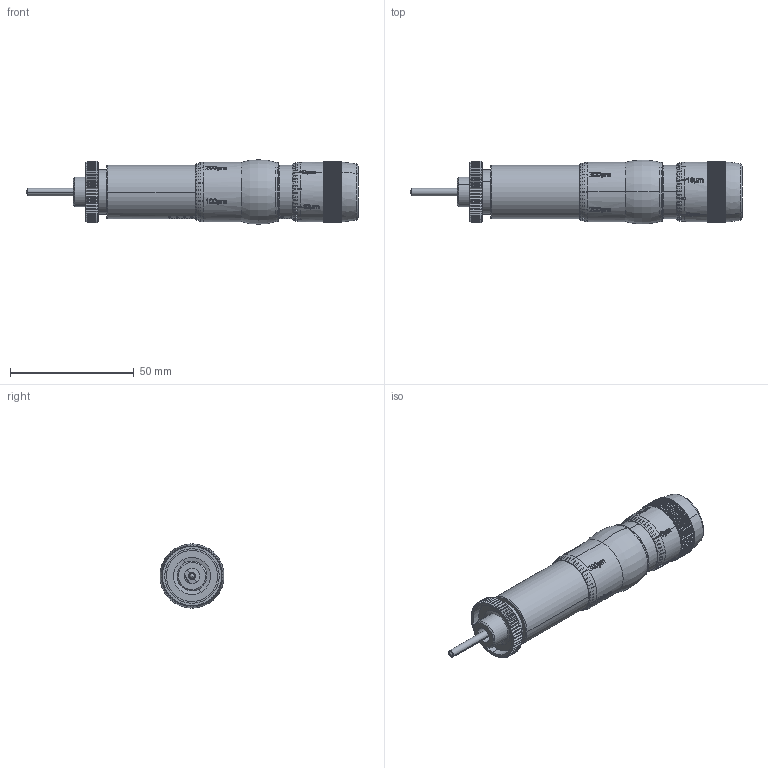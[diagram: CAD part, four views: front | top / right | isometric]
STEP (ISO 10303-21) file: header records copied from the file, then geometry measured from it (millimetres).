
FILE_DESCRIPTION (( 'STEP AP214' ), '1' );
FILE_NAME ('10883-E0W.step', '2007-10-25T00:22:42', ( ' ' ), ( ' ' ), 'SwSTEP 2.0', 'SolidWorks 2007', '' );
FILE_SCHEMA (( 'AUTOMOTIVE_DESIGN' ));
Length unit declared in the file: inch
Products named in the file (1): 10883-E0W
Bounding box: 133.98 x 25.81 x 26 mm (x, y, z)
Surface area: 14877.6 mm2 (no closed solid volume)
Topology: 0 solids, 31 shells, 1409 faces, 5706 edges, 4217 vertices
Faces by surface type: plane 667, cone 312, cylinder 265, bspline 135, torus 26, sphere 4
Entity records: 104052 total; most frequent: CARTESIAN_POINT 42072, ORIENTED_EDGE 9429, DIRECTION 7807, EDGE_CURVE 5701, VERTEX_POINT 4214, AXIS2_PLACEMENT_3D 2902, B_SPLINE_CURVE_WITH_KNOTS 2055, VECTOR 2003
